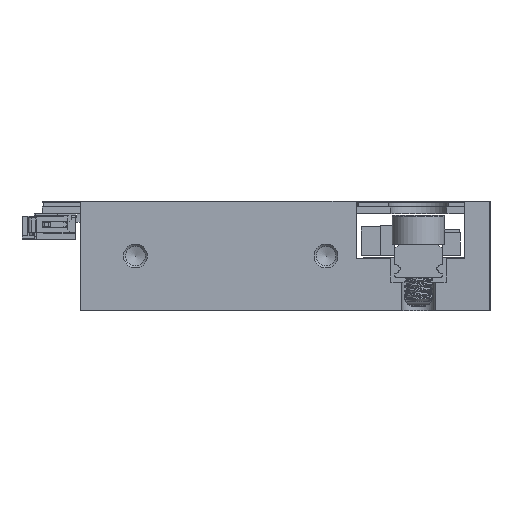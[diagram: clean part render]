
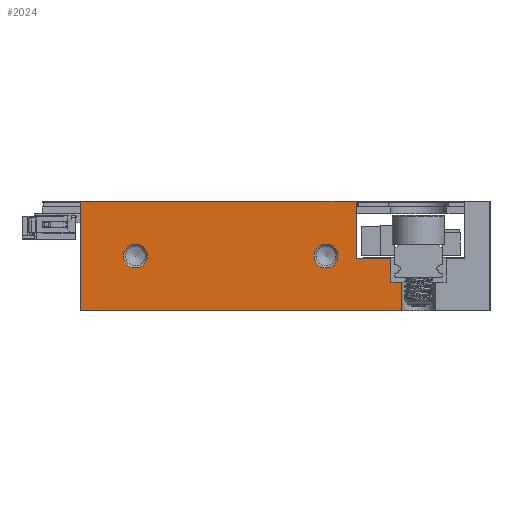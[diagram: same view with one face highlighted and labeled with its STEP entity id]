
A CAD part, left-side view. The second image highlights one B-rep face of the part: STEP entity #2024.
In plain terms, the highlighted planar face has unit normal (-1, 0, 0).
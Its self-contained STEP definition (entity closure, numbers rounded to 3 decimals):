
#1458=FACE_BOUND('',#5441,.T.);
#1459=FACE_BOUND('',#5442,.T.);
#1460=FACE_BOUND('',#5443,.T.);
#2024=ADVANCED_FACE('',(#1458,#1459,#1460),#3342,.F.);
#3342=PLANE('',#26514);
#5441=EDGE_LOOP('',(#7833));
#5442=EDGE_LOOP('',(#7834));
#5443=EDGE_LOOP('',(#7835,#7836,#7837,#7838,#7839,#7840,#7841,#7842));
#7104=CIRCLE('',#26512,1.25);
#7105=CIRCLE('',#26513,1.25);
#7833=ORIENTED_EDGE('',*,*,#17316,.T.);
#7834=ORIENTED_EDGE('',*,*,#17317,.T.);
#7835=ORIENTED_EDGE('',*,*,#17296,.T.);
#7836=ORIENTED_EDGE('',*,*,#17318,.T.);
#7837=ORIENTED_EDGE('',*,*,#17319,.T.);
#7838=ORIENTED_EDGE('',*,*,#17320,.T.);
#7839=ORIENTED_EDGE('',*,*,#17321,.T.);
#7840=ORIENTED_EDGE('',*,*,#17274,.T.);
#7841=ORIENTED_EDGE('',*,*,#17248,.F.);
#7842=ORIENTED_EDGE('',*,*,#17258,.T.);
#14824=VERTEX_POINT('',#35329);
#14825=VERTEX_POINT('',#35331);
#14832=VERTEX_POINT('',#35348);
#14843=VERTEX_POINT('',#35380);
#14862=VERTEX_POINT('',#35424);
#14878=VERTEX_POINT('',#35465);
#14879=VERTEX_POINT('',#35467);
#14880=VERTEX_POINT('',#35469);
#14881=VERTEX_POINT('',#35471);
#14882=VERTEX_POINT('',#35473);
#17248=EDGE_CURVE('',#14824,#14825,#20777,.T.);
#17258=EDGE_CURVE('',#14824,#14832,#20785,.T.);
#17274=EDGE_CURVE('',#14843,#14825,#20801,.T.);
#17296=EDGE_CURVE('',#14832,#14862,#20812,.T.);
#17316=EDGE_CURVE('',#14878,#14878,#7104,.T.);
#17317=EDGE_CURVE('',#14879,#14879,#7105,.T.);
#17318=EDGE_CURVE('',#14862,#14880,#20831,.T.);
#17319=EDGE_CURVE('',#14880,#14881,#20832,.T.);
#17320=EDGE_CURVE('',#14881,#14882,#20833,.T.);
#17321=EDGE_CURVE('',#14882,#14843,#20834,.T.);
#20777=LINE('',#35330,#23642);
#20785=LINE('',#35349,#23650);
#20801=LINE('',#35379,#23666);
#20812=LINE('',#35425,#23677);
#20831=LINE('',#35468,#23696);
#20832=LINE('',#35470,#23697);
#20833=LINE('',#35472,#23698);
#20834=LINE('',#35474,#23699);
#23642=VECTOR('',#28502,1.);
#23650=VECTOR('',#28516,1.);
#23666=VECTOR('',#28540,1.);
#23677=VECTOR('',#28581,1.);
#23696=VECTOR('',#28614,1.);
#23697=VECTOR('',#28615,1.);
#23698=VECTOR('',#28616,1.);
#23699=VECTOR('',#28617,1.);
#26512=AXIS2_PLACEMENT_3D('',#35464,#28610,#28611);
#26513=AXIS2_PLACEMENT_3D('',#35466,#28612,#28613);
#26514=AXIS2_PLACEMENT_3D('',#35475,#28618,#28619);
#28502=DIRECTION('',(0.,-1.,0.));
#28516=DIRECTION('',(0.,0.,-1.));
#28540=DIRECTION('',(0.,0.,1.));
#28581=DIRECTION('',(0.,-1.,0.));
#28610=DIRECTION('',(1.,0.,0.));
#28611=DIRECTION('',(0.,1.,0.));
#28612=DIRECTION('',(1.,0.,0.));
#28613=DIRECTION('',(0.,1.,0.));
#28614=DIRECTION('',(0.,0.,1.));
#28615=DIRECTION('',(0.,1.,0.));
#28616=DIRECTION('',(0.,0.,1.));
#28617=DIRECTION('',(0.,1.,0.));
#28618=DIRECTION('',(1.,0.,0.));
#28619=DIRECTION('',(0.,1.,0.));
#35329=CARTESIAN_POINT('',(-15.,43.,11.5));
#35330=CARTESIAN_POINT('',(-15.,43.,11.5));
#35331=CARTESIAN_POINT('',(-15.,14.05,11.5));
#35348=CARTESIAN_POINT('',(-15.,43.,0.));
#35349=CARTESIAN_POINT('',(-15.,43.,11.5));
#35379=CARTESIAN_POINT('',(-15.,14.05,5.5));
#35380=CARTESIAN_POINT('',(-15.,14.05,5.5));
#35424=CARTESIAN_POINT('',(-15.,9.25,0.));
#35425=CARTESIAN_POINT('',(-15.,43.,0.));
#35464=CARTESIAN_POINT('',(-15.,37.2,5.75));
#35465=CARTESIAN_POINT('',(-15.,38.45,5.75));
#35466=CARTESIAN_POINT('',(-15.,17.2,5.75));
#35467=CARTESIAN_POINT('',(-15.,18.45,5.75));
#35468=CARTESIAN_POINT('',(-15.,9.25,-0.3));
#35469=CARTESIAN_POINT('',(-15.,9.25,3.));
#35470=CARTESIAN_POINT('',(-15.,4.6,3.));
#35471=CARTESIAN_POINT('',(-15.,10.4,3.));
#35472=CARTESIAN_POINT('',(-15.,10.4,3.));
#35473=CARTESIAN_POINT('',(-15.,10.4,5.5));
#35474=CARTESIAN_POINT('',(-15.,10.4,5.5));
#35475=CARTESIAN_POINT('',(-15.,43.,11.5));
